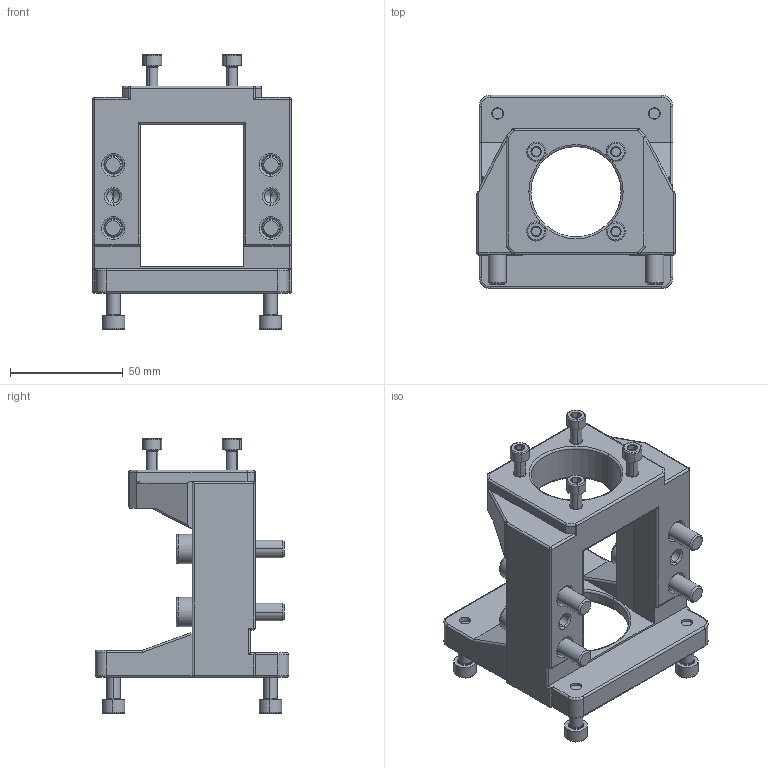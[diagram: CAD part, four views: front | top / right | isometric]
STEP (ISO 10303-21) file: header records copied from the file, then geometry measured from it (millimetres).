
FILE_DESCRIPTION(('HOOPS Exchange Step'),'2;1');
FILE_NAME('export-4D9D0A7F-163B-4932-A50C-D9E2D1B25C69.stp','2025-04-17T14:21:38+02:00',('Engineering'),('Alibre'),'HOOPS Exchange 2024.5','Alibre','Unknown authorisation');
FILE_SCHEMA( ('AP242_MANAGED_MODEL_BASED_3D_ENGINEERING_MIM_LF {1 0 10303 442 1 1 4 }') );
Length unit declared in the file: millimetre
Products named in the file (5): 3952 NEMA 34 Motor Bracket (MBA15-F) for FK15; 497 M6x20 DIN 912 metric bolt; 494 M5x20 DIN 912 metric bolt; 513 M8x40 Bolt DIN-912
Assembly tree (13 placements, depth 2):
  3952 NEMA 34 Motor Bracket (MBA15-F) for FK15
    3952 NEMA 34 Motor Bracket (MBA15-F) for FK15
    497 M6x20 DIN 912 metric bolt  x4
    494 M5x20 DIN 912 metric bolt  x4
    513 M8x40 Bolt DIN-912  x4
Bounding box: 88 x 86 x 122 mm (x, y, z)
Volume: 169956.1 mm3; surface area: 55683.8 mm2
Topology: 1 solids, 373 shells, 727 faces, 2556 edges, 2132 vertices
Faces by surface type: plane 233, cylinder 170, torus 158, cone 154, sphere 12
Entity records: 12897 total; most frequent: CARTESIAN_POINT 2643, DIRECTION 2270, ORIENTED_EDGE 1704, EDGE_CURVE 1075, AXIS2_PLACEMENT_3D 910, VERTEX_POINT 794, CIRCLE 518, VECTOR 450
